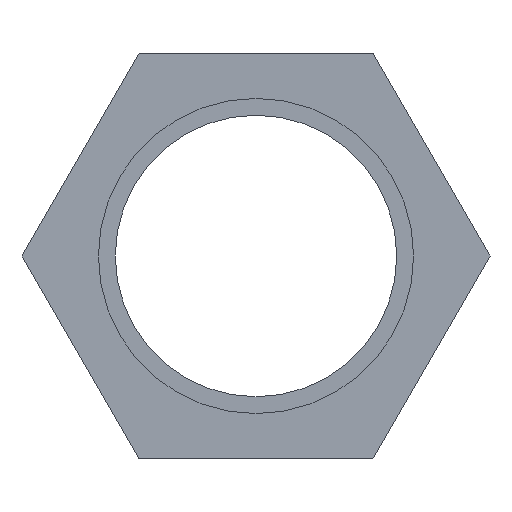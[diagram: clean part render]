
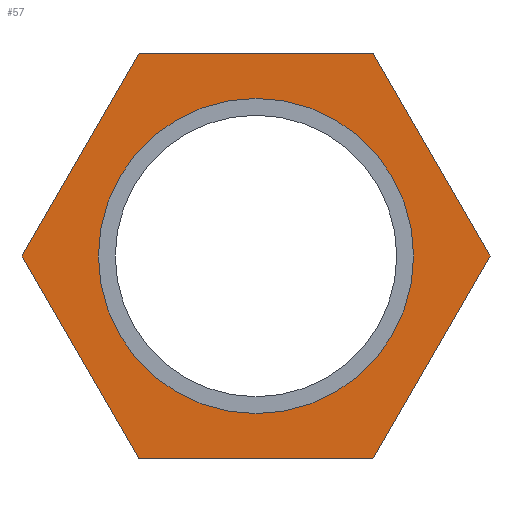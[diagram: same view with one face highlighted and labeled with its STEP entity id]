
A CAD part, front view. The second image highlights one B-rep face of the part: STEP entity #57.
In plain terms, the highlighted planar face has unit normal (0, -1, 0).
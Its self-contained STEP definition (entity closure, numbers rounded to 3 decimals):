
#57 = ADVANCED_FACE( '', ( #117, #118 ), #119, .F. );
#117 = FACE_BOUND( '', #178, .T. );
#118 = FACE_OUTER_BOUND( '', #179, .T. );
#119 = PLANE( '', #180 );
#178 = EDGE_LOOP( '', ( #271 ) );
#179 = EDGE_LOOP( '', ( #272, #273, #274, #275, #276, #277 ) );
#180 = AXIS2_PLACEMENT_3D( '', #278, #279, #280 );
#271 = ORIENTED_EDGE( '', *, *, #346, .F. );
#272 = ORIENTED_EDGE( '', *, *, #347, .F. );
#273 = ORIENTED_EDGE( '', *, *, #320, .F. );
#274 = ORIENTED_EDGE( '', *, *, #316, .F. );
#275 = ORIENTED_EDGE( '', *, *, #344, .F. );
#276 = ORIENTED_EDGE( '', *, *, #338, .F. );
#277 = ORIENTED_EDGE( '', *, *, #332, .F. );
#278 = CARTESIAN_POINT( '', ( 0., 0., 0. ) );
#279 = DIRECTION( '', ( 0., 1., 0. ) );
#280 = DIRECTION( '', ( 0., 0., 1. ) );
#316 = EDGE_CURVE( '', #358, #360, #361, .T. );
#320 = EDGE_CURVE( '', #360, #366, #367, .T. );
#332 = EDGE_CURVE( '', #383, #385, #386, .T. );
#338 = EDGE_CURVE( '', #385, #394, #395, .T. );
#344 = EDGE_CURVE( '', #394, #358, #403, .T. );
#346 = EDGE_CURVE( '', #405, #405, #406, .T. );
#347 = EDGE_CURVE( '', #366, #383, #407, .T. );
#358 = VERTEX_POINT( '', #420 );
#360 = VERTEX_POINT( '', #423 );
#361 = LINE( '', #424, #425 );
#366 = VERTEX_POINT( '', #432 );
#367 = LINE( '', #433, #434 );
#383 = VERTEX_POINT( '', #455 );
#385 = VERTEX_POINT( '', #458 );
#386 = LINE( '', #459, #460 );
#394 = VERTEX_POINT( '', #469 );
#395 = LINE( '', #470, #471 );
#403 = LINE( '', #480, #481 );
#405 = VERTEX_POINT( '', #483 );
#406 = CIRCLE( '', #484, 14. );
#407 = LINE( '', #485, #486 );
#420 = CARTESIAN_POINT( '', ( -20.785, 0., 0. ) );
#423 = CARTESIAN_POINT( '', ( -10.392, 0., 18. ) );
#424 = CARTESIAN_POINT( '', ( -20.785, 0., 0. ) );
#425 = VECTOR( '', #496, 1000. );
#432 = CARTESIAN_POINT( '', ( 10.392, 0., 18. ) );
#433 = CARTESIAN_POINT( '', ( -10.392, 0., 18. ) );
#434 = VECTOR( '', #499, 1000. );
#455 = CARTESIAN_POINT( '', ( 20.785, 0., 0. ) );
#458 = CARTESIAN_POINT( '', ( 10.392, 0., -18. ) );
#459 = CARTESIAN_POINT( '', ( 20.785, 0., 0. ) );
#460 = VECTOR( '', #512, 1000. );
#469 = CARTESIAN_POINT( '', ( -10.392, 0., -18. ) );
#470 = CARTESIAN_POINT( '', ( 10.392, 0., -18. ) );
#471 = VECTOR( '', #520, 1000. );
#480 = CARTESIAN_POINT( '', ( -10.392, 0., -18. ) );
#481 = VECTOR( '', #528, 1000. );
#483 = CARTESIAN_POINT( '', ( 14., 0., 0. ) );
#484 = AXIS2_PLACEMENT_3D( '', #529, #530, #531 );
#485 = CARTESIAN_POINT( '', ( 10.392, 0., 18. ) );
#486 = VECTOR( '', #532, 1000. );
#496 = DIRECTION( '', ( 0.5, 0., 0.866 ) );
#499 = DIRECTION( '', ( 1., 0., 0. ) );
#512 = DIRECTION( '', ( -0.5, 0., -0.866 ) );
#520 = DIRECTION( '', ( -1., 0., 0. ) );
#528 = DIRECTION( '', ( -0.5, 0., 0.866 ) );
#529 = CARTESIAN_POINT( '', ( 0., 0., 0. ) );
#530 = DIRECTION( '', ( 0., -1., 0. ) );
#531 = DIRECTION( '', ( 1., 0., 0. ) );
#532 = DIRECTION( '', ( 0.5, 0., -0.866 ) );
